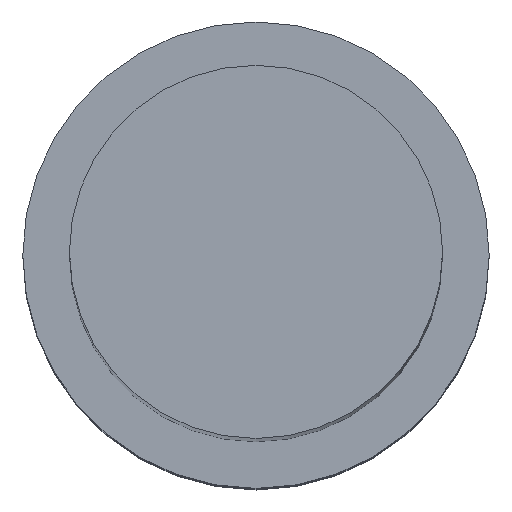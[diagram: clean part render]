
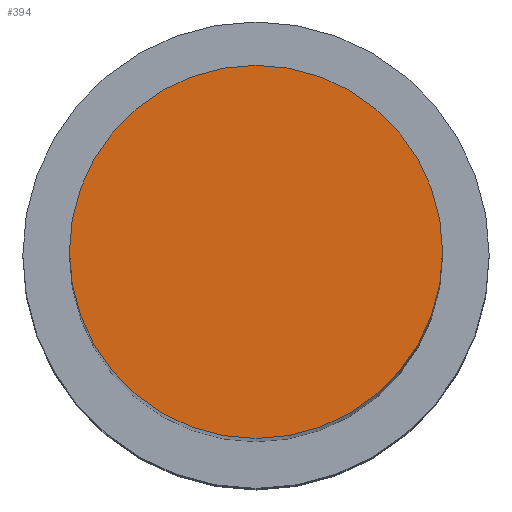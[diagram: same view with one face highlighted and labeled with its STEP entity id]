
A CAD part, top view. The second image highlights one B-rep face of the part: STEP entity #394.
In plain terms, the highlighted planar face has unit normal (0, 0, 1).
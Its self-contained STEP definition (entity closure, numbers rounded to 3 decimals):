
#129=CARTESIAN_POINT('',(0.,0.,150.));
#130=DIRECTION('',(0.,0.,1.));
#131=DIRECTION('',(1.,0.,0.));
#132=AXIS2_PLACEMENT_3D('',#129,#130,#131);
#134=CARTESIAN_POINT('',(0.,0.,150.));
#135=DIRECTION('',(0.,0.,1.));
#136=DIRECTION('',(-1.,0.,0.));
#137=AXIS2_PLACEMENT_3D('',#134,#135,#136);
#139=CARTESIAN_POINT('',(10.,0.,150.));
#140=CARTESIAN_POINT('',(-10.,0.,150.));
#141=VERTEX_POINT('',#139);
#142=VERTEX_POINT('',#140);
#385=CARTESIAN_POINT('',(0.,0.,150.));
#386=DIRECTION('',(0.,0.,1.));
#387=DIRECTION('',(1.,0.,0.));
#388=AXIS2_PLACEMENT_3D('',#385,#386,#387);
#389=PLANE('',#388);
#390=ORIENTED_EDGE('',*,*,#263,.F.);
#391=ORIENTED_EDGE('',*,*,#355,.F.);
#392=EDGE_LOOP('',(#390,#391));
#393=FACE_OUTER_BOUND('',#392,.F.);
#394=ADVANCED_FACE('',(#393),#389,.T.);
#133=CIRCLE('',#132,10.);
#138=CIRCLE('',#137,10.);
#263=EDGE_CURVE('',#141,#142,#133,.T.);
#355=EDGE_CURVE('',#142,#141,#138,.T.);
